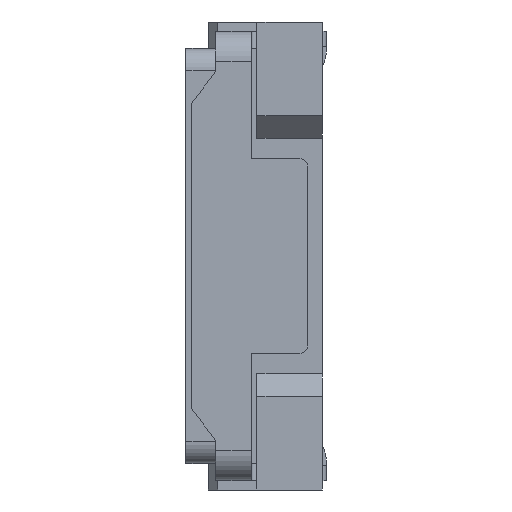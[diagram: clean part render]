
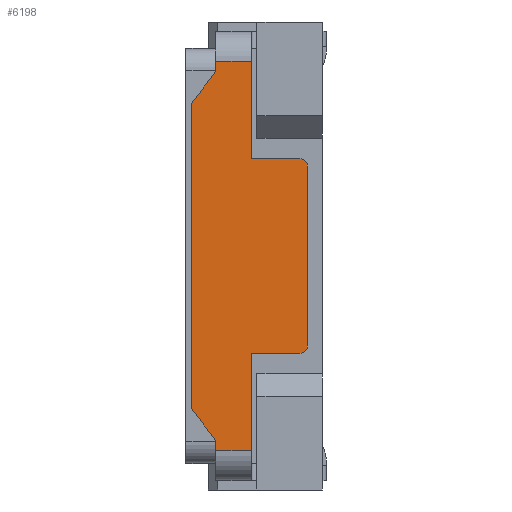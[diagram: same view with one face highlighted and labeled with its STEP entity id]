
A CAD part, left-side view. The second image highlights one B-rep face of the part: STEP entity #6198.
In plain terms, the highlighted planar face has unit normal (-1, 0, 0).
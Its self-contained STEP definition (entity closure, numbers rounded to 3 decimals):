
#474=DIRECTION('',(0.,-1.,0.));
#475=VECTOR('',#474,0.19);
#476=CARTESIAN_POINT('',(-2.57,0.265,-1.04));
#477=LINE('',#476,#475);
#478=DIRECTION('',(0.,0.,-1.));
#479=VECTOR('',#478,0.055);
#480=CARTESIAN_POINT('',(-2.57,0.265,-0.985));
#481=LINE('',#480,#479);
#482=DIRECTION('',(0.,-0.607,-0.794));
#483=VECTOR('',#482,0.214);
#484=CARTESIAN_POINT('',(-2.57,0.395,-0.815));
#485=LINE('',#484,#483);
#486=DIRECTION('',(0.,0.,-1.));
#487=VECTOR('',#486,1.63);
#488=CARTESIAN_POINT('',(-2.57,0.395,0.815));
#489=LINE('',#488,#487);
#490=DIRECTION('',(0.,0.607,-0.794));
#491=VECTOR('',#490,0.214);
#492=CARTESIAN_POINT('',(-2.57,0.265,0.985));
#493=LINE('',#492,#491);
#494=DIRECTION('',(0.,0.,-1.));
#495=VECTOR('',#494,0.055);
#496=CARTESIAN_POINT('',(-2.57,0.265,1.04));
#497=LINE('',#496,#495);
#498=DIRECTION('',(0.,1.,0.));
#499=VECTOR('',#498,0.19);
#500=CARTESIAN_POINT('',(-2.57,0.075,1.04));
#501=LINE('',#500,#499);
#502=DIRECTION('',(0.,0.,1.));
#503=VECTOR('',#502,0.52);
#504=CARTESIAN_POINT('',(-2.57,0.075,0.52));
#505=LINE('',#504,#503);
#506=DIRECTION('',(0.,1.,0.));
#507=VECTOR('',#506,0.26);
#508=CARTESIAN_POINT('',(-2.57,-0.185,0.52));
#509=LINE('',#508,#507);
#510=CARTESIAN_POINT('',(-2.57,-0.185,0.48));
#511=DIRECTION('',(-1.,0.,0.));
#512=DIRECTION('',(0.,-1.,0.));
#513=AXIS2_PLACEMENT_3D('',#510,#511,#512);
#515=DIRECTION('',(0.,0.,1.));
#516=VECTOR('',#515,0.96);
#517=CARTESIAN_POINT('',(-2.57,-0.225,-0.48));
#518=LINE('',#517,#516);
#519=CARTESIAN_POINT('',(-2.57,-0.185,-0.48));
#520=DIRECTION('',(-1.,0.,0.));
#521=DIRECTION('',(0.,0.,-1.));
#522=AXIS2_PLACEMENT_3D('',#519,#520,#521);
#524=DIRECTION('',(0.,-1.,0.));
#525=VECTOR('',#524,0.26);
#526=CARTESIAN_POINT('',(-2.57,0.075,-0.52));
#527=LINE('',#526,#525);
#528=DIRECTION('',(0.,0.,1.));
#529=VECTOR('',#528,0.52);
#530=CARTESIAN_POINT('',(-2.57,0.075,-1.04));
#531=LINE('',#530,#529);
#5081=CARTESIAN_POINT('',(-2.57,0.265,0.985));
#5082=CARTESIAN_POINT('',(-2.57,0.395,0.815));
#5083=VERTEX_POINT('',#5081);
#5084=VERTEX_POINT('',#5082);
#5085=CARTESIAN_POINT('',(-2.57,0.395,-0.815));
#5086=VERTEX_POINT('',#5085);
#5087=CARTESIAN_POINT('',(-2.57,0.265,-0.985));
#5088=VERTEX_POINT('',#5087);
#5089=CARTESIAN_POINT('',(-2.57,0.075,-0.52));
#5090=CARTESIAN_POINT('',(-2.57,-0.185,-0.52));
#5091=VERTEX_POINT('',#5089);
#5092=VERTEX_POINT('',#5090);
#5093=CARTESIAN_POINT('',(-2.57,-0.225,-0.48));
#5094=CARTESIAN_POINT('',(-2.57,-0.225,0.48));
#5095=VERTEX_POINT('',#5093);
#5096=VERTEX_POINT('',#5094);
#5097=CARTESIAN_POINT('',(-2.57,-0.185,0.52));
#5098=CARTESIAN_POINT('',(-2.57,0.075,0.52));
#5099=VERTEX_POINT('',#5097);
#5100=VERTEX_POINT('',#5098);
#5385=CARTESIAN_POINT('',(-2.57,0.075,-1.04));
#5387=VERTEX_POINT('',#5385);
#5391=CARTESIAN_POINT('',(-2.57,0.265,-1.04));
#5392=VERTEX_POINT('',#5391);
#5393=CARTESIAN_POINT('',(-2.57,0.265,1.04));
#5395=VERTEX_POINT('',#5393);
#5399=CARTESIAN_POINT('',(-2.57,0.075,1.04));
#5400=VERTEX_POINT('',#5399);
#6165=CARTESIAN_POINT('',(-2.57,0.,0.));
#6166=DIRECTION('',(-1.,0.,0.));
#6167=DIRECTION('',(0.,0.,1.));
#6168=AXIS2_PLACEMENT_3D('',#6165,#6166,#6167);
#6169=PLANE('',#6168);
#6170=ORIENTED_EDGE('',*,*,#6141,.F.);
#6172=ORIENTED_EDGE('',*,*,#6171,.F.);
#6174=ORIENTED_EDGE('',*,*,#6173,.F.);
#6176=ORIENTED_EDGE('',*,*,#6175,.F.);
#6178=ORIENTED_EDGE('',*,*,#6177,.F.);
#6180=ORIENTED_EDGE('',*,*,#6179,.F.);
#6182=ORIENTED_EDGE('',*,*,#6181,.F.);
#6184=ORIENTED_EDGE('',*,*,#6183,.F.);
#6186=ORIENTED_EDGE('',*,*,#6185,.F.);
#6188=ORIENTED_EDGE('',*,*,#6187,.F.);
#6190=ORIENTED_EDGE('',*,*,#6189,.F.);
#6192=ORIENTED_EDGE('',*,*,#6191,.F.);
#6194=ORIENTED_EDGE('',*,*,#6193,.F.);
#6195=ORIENTED_EDGE('',*,*,#6152,.F.);
#6196=EDGE_LOOP('',(#6170,#6172,#6174,#6176,#6178,#6180,#6182,#6184,#6186,#6188,
#6190,#6192,#6194,#6195));
#6197=FACE_OUTER_BOUND('',#6196,.F.);
#6198=ADVANCED_FACE('',(#6197),#6169,.T.);
#514=CIRCLE('',#513,0.04);
#523=CIRCLE('',#522,0.04);
#6141=EDGE_CURVE('',#5392,#5387,#477,.T.);
#6152=EDGE_CURVE('',#5387,#5091,#531,.T.);
#6171=EDGE_CURVE('',#5088,#5392,#481,.T.);
#6173=EDGE_CURVE('',#5086,#5088,#485,.T.);
#6175=EDGE_CURVE('',#5084,#5086,#489,.T.);
#6177=EDGE_CURVE('',#5083,#5084,#493,.T.);
#6179=EDGE_CURVE('',#5395,#5083,#497,.T.);
#6181=EDGE_CURVE('',#5400,#5395,#501,.T.);
#6183=EDGE_CURVE('',#5100,#5400,#505,.T.);
#6185=EDGE_CURVE('',#5099,#5100,#509,.T.);
#6187=EDGE_CURVE('',#5096,#5099,#514,.T.);
#6189=EDGE_CURVE('',#5095,#5096,#518,.T.);
#6191=EDGE_CURVE('',#5092,#5095,#523,.T.);
#6193=EDGE_CURVE('',#5091,#5092,#527,.T.);
